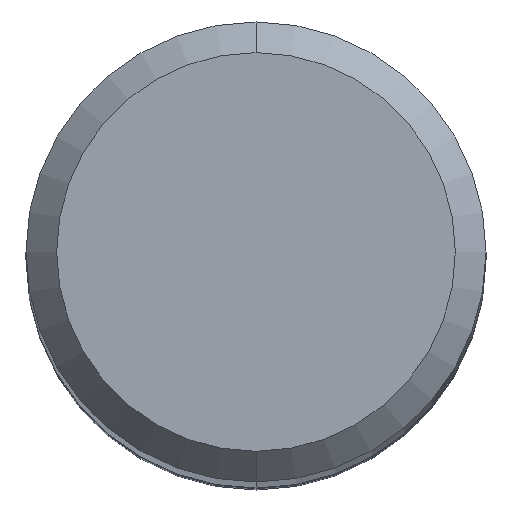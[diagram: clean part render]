
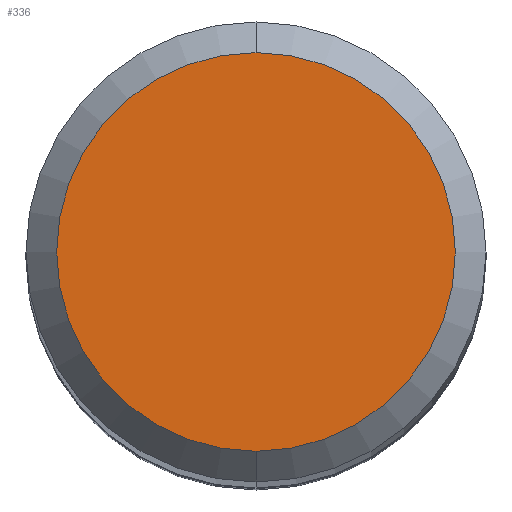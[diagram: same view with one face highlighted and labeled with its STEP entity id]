
A CAD part, top view. The second image highlights one B-rep face of the part: STEP entity #336.
In plain terms, the highlighted planar face has unit normal (0, 0, 1).
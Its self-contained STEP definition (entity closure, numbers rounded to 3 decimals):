
#208=VERTEX_POINT('',#527);
#308=VERTEX_POINT('',#636);
#336=ADVANCED_FACE('',(#670),#671,.T.);
#406=EDGE_CURVE('',#308,#208,#746,.T.);
#472=EDGE_CURVE('',#208,#308,#818,.T.);
#527=CARTESIAN_POINT('',(0.,-2.6,0.0));
#636=CARTESIAN_POINT('',(0.0,2.6,0.0));
#670=FACE_OUTER_BOUND('',#1164,.T.);
#671=PLANE('',#1165);
#746=CIRCLE('',#1365,2.6);
#818=CIRCLE('',#1468,2.6);
#1164=EDGE_LOOP('',(#1679,#1680));
#1165=AXIS2_PLACEMENT_3D('',#1681,#1682,#1683);
#1365=AXIS2_PLACEMENT_3D('',#1762,#1763,#1764);
#1468=AXIS2_PLACEMENT_3D('',#1831,#1832,#1833);
#1679=ORIENTED_EDGE('',*,*,#406,.F.);
#1680=ORIENTED_EDGE('',*,*,#472,.F.);
#1681=CARTESIAN_POINT('',(0.0,1.3,0.0));
#1682=DIRECTION('',(-0.0,0.0,1.0));
#1683=DIRECTION('',(0.0,-1.0,0.0));
#1762=CARTESIAN_POINT('',(0.0,0.0,0.0));
#1763=DIRECTION('',(0.0,0.0,-1.0));
#1764=DIRECTION('',(0.0,1.0,0.0));
#1831=CARTESIAN_POINT('',(0.0,0.0,0.0));
#1832=DIRECTION('',(0.0,0.0,-1.0));
#1833=DIRECTION('',(0.0,1.0,0.0));
